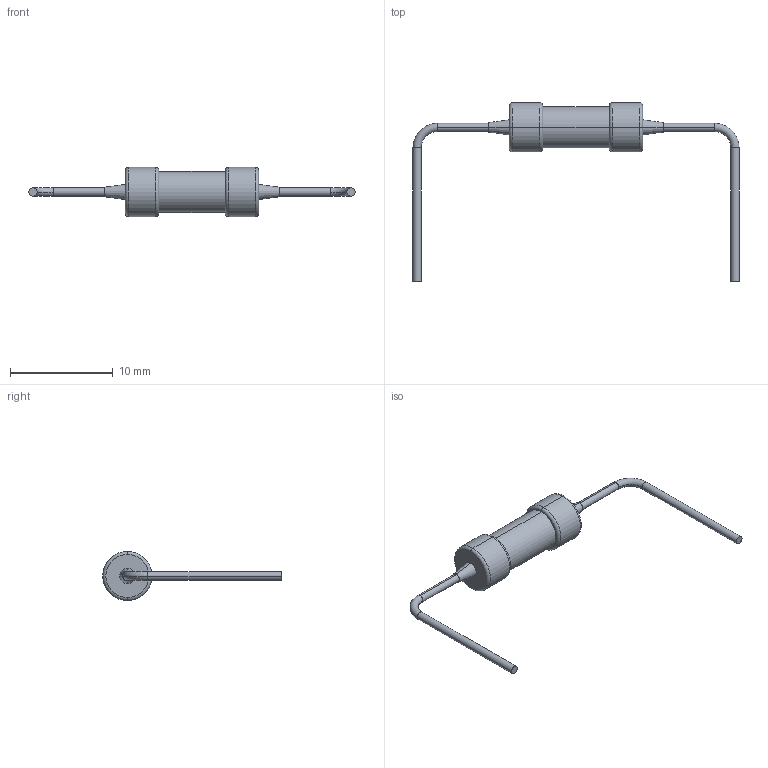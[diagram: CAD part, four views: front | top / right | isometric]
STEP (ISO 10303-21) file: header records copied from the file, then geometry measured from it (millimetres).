
FILE_DESCRIPTION (( 'STEP AP214' ), '1' );
FILE_NAME ('AC03000005008JAC00.STEP', '2024-10-07T09:23:01', ( '' ), ( '' ), 'SwSTEP 2.0', 'SolidWorks 2024', '' );
FILE_SCHEMA (( 'AUTOMOTIVE_DESIGN' ));
Length unit declared in the file: millimetre
Products named in the file (1): AC03000005008JAC00
Bounding box: 31.8 x 17.4 x 4.8 mm (x, y, z)
Volume: 224.3 mm3; surface area: 338.7 mm2
Topology: 1 solids, 1 shells, 38 faces, 78 edges, 48 vertices
Faces by surface type: cylinder 14, torus 12, plane 8, cone 4
Entity records: 1049 total; most frequent: DIRECTION 216, CARTESIAN_POINT 165, ORIENTED_EDGE 156, AXIS2_PLACEMENT_3D 99, EDGE_CURVE 78, CIRCLE 60, VERTEX_POINT 48, EDGE_LOOP 44
